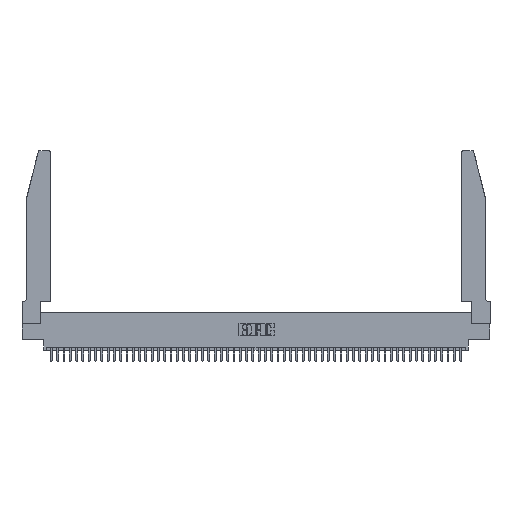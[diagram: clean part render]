
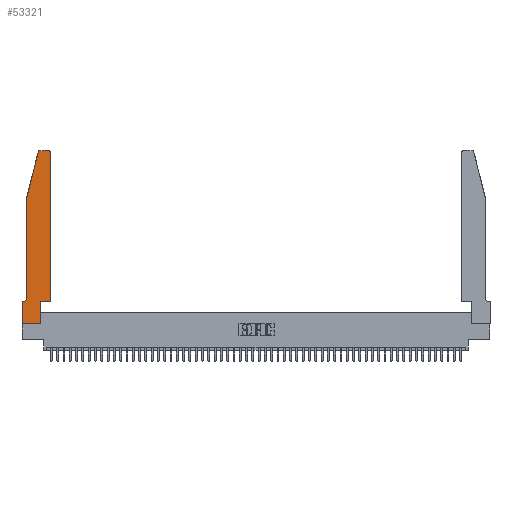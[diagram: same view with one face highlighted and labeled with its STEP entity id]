
A CAD part, top view. The second image highlights one B-rep face of the part: STEP entity #53321.
In plain terms, the highlighted planar face has unit normal (0, 0, 1).
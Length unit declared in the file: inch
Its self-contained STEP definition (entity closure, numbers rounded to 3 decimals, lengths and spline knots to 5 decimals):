
#186 = CARTESIAN_POINT ( 'NONE',  ( 0.4505, 2.72, 0.37 ) ) ;
#1072 = CARTESIAN_POINT ( 'NONE',  ( 0.0755, 2., 0.37 ) ) ;
#2050 = LINE ( 'NONE', #46477, #44748 ) ;
#2349 = CARTESIAN_POINT ( 'NONE',  ( 0.0055, 0.42, 0.37 ) ) ;
#2838 = LINE ( 'NONE', #24063, #49486 ) ;
#5205 = DIRECTION ( 'NONE',  ( 1., 0., 0. ) ) ;
#5521 = EDGE_CURVE ( 'NONE', #39617, #38024, #25598, .T. ) ;
#6454 = DIRECTION ( 'NONE',  ( -1., 0., 0. ) ) ;
#6473 = VERTEX_POINT ( 'NONE', #8840 ) ;
#6513 = CARTESIAN_POINT ( 'NONE',  ( 0.2865, 0.35, 0.37 ) ) ;
#7160 = CARTESIAN_POINT ( 'NONE',  ( 0.0755, 0.42, 0.37 ) ) ;
#7334 = CARTESIAN_POINT ( 'NONE',  ( 0.0755, 0.35, 0.37 ) ) ;
#7936 = EDGE_CURVE ( 'NONE', #13728, #29301, #51917, .T. ) ;
#8073 = EDGE_CURVE ( 'NONE', #44065, #6473, #35700, .T. ) ;
#8554 = CARTESIAN_POINT ( 'NONE',  ( 0.4505, 0.35, 0.37 ) ) ;
#8624 = ORIENTED_EDGE ( 'NONE', *, *, #15170, .T. ) ;
#8835 = VECTOR ( 'NONE', #19320, 39.37008 ) ;
#8840 = CARTESIAN_POINT ( 'NONE',  ( 0.4205, 2.75, 0.37 ) ) ;
#9411 = VECTOR ( 'NONE', #27985, 39.37008 ) ;
#11576 = DIRECTION ( 'NONE',  ( 0., 0., 1. ) ) ;
#12090 = EDGE_CURVE ( 'NONE', #38579, #44065, #28505, .T. ) ;
#12773 = CARTESIAN_POINT ( 'NONE',  ( 0., 0.35, 0.37 ) ) ;
#13728 = VERTEX_POINT ( 'NONE', #42992 ) ;
#13932 = CARTESIAN_POINT ( 'NONE',  ( 0.0055, 0.35, 0.37 ) ) ;
#14226 = CARTESIAN_POINT ( 'NONE',  ( 0.284, 2.72, 0.37 ) ) ;
#14585 = VECTOR ( 'NONE', #28921, 39.37008 ) ;
#15170 = EDGE_CURVE ( 'NONE', #44231, #26003, #27079, .T. ) ;
#15171 = CARTESIAN_POINT ( 'NONE',  ( 0.0755, 2., 0.37 ) ) ;
#16930 = DIRECTION ( 'NONE',  ( 1., 0., 0. ) ) ;
#17285 = ORIENTED_EDGE ( 'NONE', *, *, #52436, .T. ) ;
#18072 = ORIENTED_EDGE ( 'NONE', *, *, #8073, .T. ) ;
#18367 = DIRECTION ( 'NONE',  ( 1., 0., 0. ) ) ;
#19320 = DIRECTION ( 'NONE',  ( -0.239, -0.971, 0. ) ) ;
#19540 = DIRECTION ( 'NONE',  ( -1., 0., 0. ) ) ;
#20408 = LINE ( 'NONE', #7334, #9411 ) ;
#21741 = AXIS2_PLACEMENT_3D ( 'NONE', #12773, #41767, #16930 ) ;
#23313 = ORIENTED_EDGE ( 'NONE', *, *, #12090, .T. ) ;
#24063 = CARTESIAN_POINT ( 'NONE',  ( 0., 0., 0.37 ) ) ;
#24470 = VECTOR ( 'NONE', #34242, 39.37008 ) ;
#25598 = LINE ( 'NONE', #32917, #14585 ) ;
#25828 = CIRCLE ( 'NONE', #30023, 0.07 ) ;
#26003 = VERTEX_POINT ( 'NONE', #7160 ) ;
#26869 = ORIENTED_EDGE ( 'NONE', *, *, #5521, .T. ) ;
#26925 = CARTESIAN_POINT ( 'NONE',  ( 0.2865, 0.35, 0.37 ) ) ;
#27079 = LINE ( 'NONE', #30064, #24470 ) ;
#27985 = DIRECTION ( 'NONE',  ( -1., 0., 0. ) ) ;
#28505 = LINE ( 'NONE', #8554, #38221 ) ;
#28573 = AXIS2_PLACEMENT_3D ( 'NONE', #14226, #43212, #18367 ) ;
#28826 = EDGE_CURVE ( 'NONE', #44920, #44231, #32169, .T. ) ;
#28921 = DIRECTION ( 'NONE',  ( 0., -1., 0. ) ) ;
#28945 = CARTESIAN_POINT ( 'NONE',  ( 0.25487, 2.72718, 0.37 ) ) ;
#29272 = CARTESIAN_POINT ( 'NONE',  ( 0., 0.35, 0.37 ) ) ;
#29301 = VERTEX_POINT ( 'NONE', #26925 ) ;
#29379 = DIRECTION ( 'NONE',  ( 0., 1., 0. ) ) ;
#29485 = EDGE_CURVE ( 'NONE', #42494, #39617, #20408, .T. ) ;
#30023 = AXIS2_PLACEMENT_3D ( 'NONE', #2349, #31288, #6454 ) ;
#30064 = CARTESIAN_POINT ( 'NONE',  ( 0.0755, 2., 0.37 ) ) ;
#31288 = DIRECTION ( 'NONE',  ( 0., 0., -1. ) ) ;
#32169 = LINE ( 'NONE', #15171, #8835 ) ;
#32485 = VECTOR ( 'NONE', #47283, 39.37008 ) ;
#32556 = EDGE_CURVE ( 'NONE', #36141, #44920, #38308, .T. ) ;
#32917 = CARTESIAN_POINT ( 'NONE',  ( 0., 0., 0.37 ) ) ;
#33456 = PLANE ( 'NONE',  #21741 ) ;
#34086 = EDGE_CURVE ( 'NONE', #26003, #42494, #25828, .T. ) ;
#34228 = CARTESIAN_POINT ( 'NONE',  ( 0.284, 2.75, 0.37 ) ) ;
#34242 = DIRECTION ( 'NONE',  ( 0., -1., 0. ) ) ;
#35187 = ORIENTED_EDGE ( 'NONE', *, *, #40782, .T. ) ;
#35700 = CIRCLE ( 'NONE', #40050, 0.03 ) ;
#36068 = CARTESIAN_POINT ( 'NONE',  ( 0.2605, 2.75, 0.37 ) ) ;
#36141 = VERTEX_POINT ( 'NONE', #34228 ) ;
#36389 = CARTESIAN_POINT ( 'NONE',  ( 0.4205, 2.72, 0.37 ) ) ;
#36647 = VECTOR ( 'NONE', #19540, 39.37008 ) ;
#38024 = VERTEX_POINT ( 'NONE', #41643 ) ;
#38221 = VECTOR ( 'NONE', #29379, 39.37008 ) ;
#38305 = FACE_OUTER_BOUND ( 'NONE', #47900, .T. ) ;
#38308 = CIRCLE ( 'NONE', #28573, 0.03 ) ;
#38579 = VERTEX_POINT ( 'NONE', #45013 ) ;
#39234 = LINE ( 'NONE', #36068, #36647 ) ;
#39582 = ORIENTED_EDGE ( 'NONE', *, *, #29485, .T. ) ;
#39617 = VERTEX_POINT ( 'NONE', #29272 ) ;
#40050 = AXIS2_PLACEMENT_3D ( 'NONE', #36389, #11576, #40560 ) ;
#40101 = ORIENTED_EDGE ( 'NONE', *, *, #51232, .T. ) ;
#40560 = DIRECTION ( 'NONE',  ( 1., 0., 0. ) ) ;
#40782 = EDGE_CURVE ( 'NONE', #29301, #38579, #2050, .T. ) ;
#41380 = ORIENTED_EDGE ( 'NONE', *, *, #28826, .T. ) ;
#41643 = CARTESIAN_POINT ( 'NONE',  ( 0., 0., 0.37 ) ) ;
#41767 = DIRECTION ( 'NONE',  ( 0., 0., 1. ) ) ;
#42494 = VERTEX_POINT ( 'NONE', #13932 ) ;
#42992 = CARTESIAN_POINT ( 'NONE',  ( 0.2865, 0., 0.37 ) ) ;
#43212 = DIRECTION ( 'NONE',  ( 0., 0., 1. ) ) ;
#44065 = VERTEX_POINT ( 'NONE', #186 ) ;
#44231 = VERTEX_POINT ( 'NONE', #1072 ) ;
#44503 = ORIENTED_EDGE ( 'NONE', *, *, #34086, .T. ) ;
#44748 = VECTOR ( 'NONE', #5205, 39.37008 ) ;
#44920 = VERTEX_POINT ( 'NONE', #28945 ) ;
#45013 = CARTESIAN_POINT ( 'NONE',  ( 0.4505, 0.35, 0.37 ) ) ;
#46477 = CARTESIAN_POINT ( 'NONE',  ( 0.4505, 0.35, 0.37 ) ) ;
#47283 = DIRECTION ( 'NONE',  ( 0., 1., 0. ) ) ;
#47900 = EDGE_LOOP ( 'NONE', ( #40101, #48520, #41380, #8624, #44503, #39582, #26869, #17285, #50962, #35187, #23313, #18072 ) ) ;
#48520 = ORIENTED_EDGE ( 'NONE', *, *, #32556, .T. ) ;
#49486 = VECTOR ( 'NONE', #53078, 39.37008 ) ;
#50962 = ORIENTED_EDGE ( 'NONE', *, *, #7936, .T. ) ;
#51232 = EDGE_CURVE ( 'NONE', #6473, #36141, #39234, .T. ) ;
#51917 = LINE ( 'NONE', #6513, #32485 ) ;
#52436 = EDGE_CURVE ( 'NONE', #38024, #13728, #2838, .T. ) ;
#53078 = DIRECTION ( 'NONE',  ( 1., 0., 0. ) ) ;
#53321 = ADVANCED_FACE ( 'NONE', ( #38305 ), #33456, .T. ) ;
